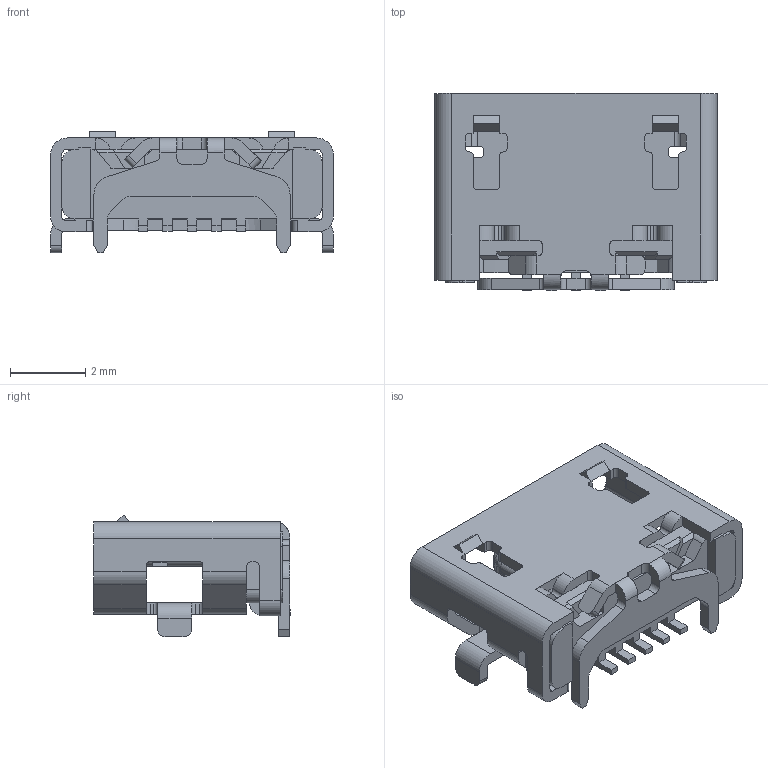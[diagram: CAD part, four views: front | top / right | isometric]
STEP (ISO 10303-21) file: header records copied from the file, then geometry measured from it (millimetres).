
FILE_DESCRIPTION(('CoCreate Modeling STEP Export'),'2;1');
FILE_NAME('010101010-257.stp','2017-11-15T10:47:02',(''),(''),'CoCreate Modeling STEP processor for AP214 (Solid Model)','CoCreate Modeling 16.00 13-May-2008 (C) Parametric Technology GmbH','');
FILE_SCHEMA(('AUTOMOTIVE_DESIGN { 1 0 10303 214 1 1 1 1 }'));
Length unit declared in the file: millimetre
Products named in the file (29): 2DIP2MSTMOLDING; 2DIP2MST640_ASM; 全插式-带铁片新结构.stp; 全插式3D; 0.stp; p1; p2; p3; p4; p5; p6; p7; p8; p9; p10; p11; p12; p13; p14; p15; p16; p17; p18; p19; p20; p21; housing; 1带铁片新结构全插式; 010101010-257.stp
Assembly tree (28 placements, depth 6):
  010101010-257.stp
    1带铁片新结构全插式
      housing
        p21
        p20
        p19
        p18
        p17
        p16
        p15
        p14
        p13
        p12
        p11
        p10
        p9
        p8
        p7
        p6
        p5
        p4
        p3
        p2
        p1
      0.stp
      全插式3D
        全插式-带铁片新结构.stp
          2DIP2MST640_ASM
            2DIP2MSTMOLDING
Bounding box: 7.5 x 5.22 x 3.23 mm (x, y, z)
Volume: 0 mm3; surface area: 264 mm2
Topology: 20 solids, 21 shells, 816 faces, 2300 edges, 1467 vertices
Faces by surface type: plane 591, cylinder 203, cone 12, bspline 6, torus 4
Entity records: 28591 total; most frequent: CARTESIAN_POINT 5157, ORIENTED_EDGE 4624, DIRECTION 4208, EDGE_CURVE 2298, VECTOR 1680, LINE 1680, VERTEX_POINT 1467, AXIS2_PLACEMENT_3D 1264
